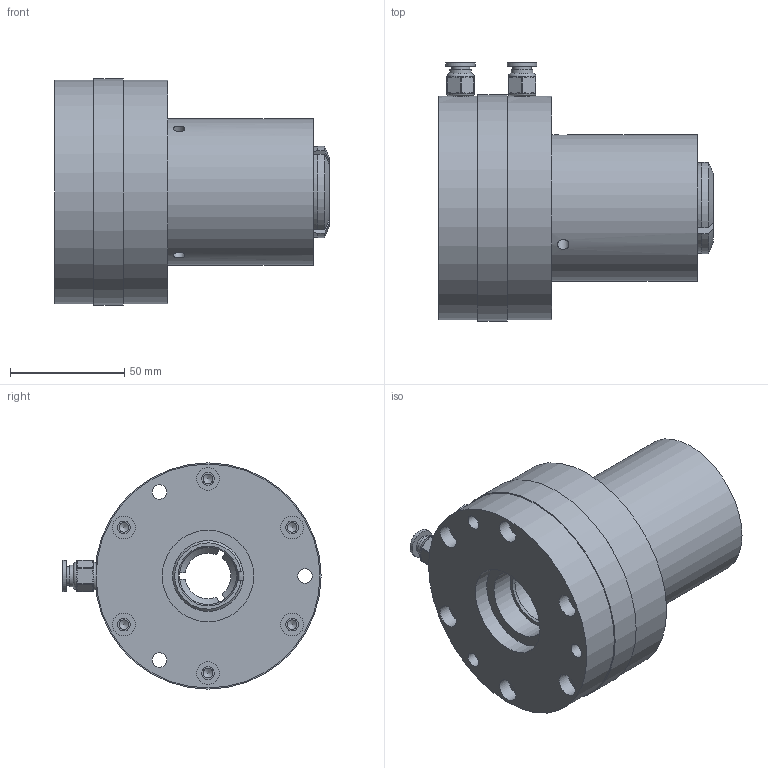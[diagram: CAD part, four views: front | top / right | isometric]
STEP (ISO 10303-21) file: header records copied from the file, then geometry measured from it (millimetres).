
FILE_DESCRIPTION (( 'STEP AP214' ), '1' );
FILE_NAME ('DAS-25SS（241010）.STEP', '2024-10-10T06:38:11', ( '' ), ( '' ), 'SwSTEP 2.0', 'SolidWorks 2023', '' );
FILE_SCHEMA (( 'AUTOMOTIVE_DESIGN' ));
Length unit declared in the file: millimetre
Products named in the file (3): DAS-25SS 本体（241010）; YB-25; DAS-25SS（241010）
Assembly tree (2 placements, depth 2):
  DAS-25SS（241010）
    DAS-25SS 本体（241010）
    YB-25
Bounding box: 120 x 113 x 99 mm (x, y, z)
Volume: 519630.6 mm3; surface area: 106493 mm2
Topology: 6 solids, 6 shells, 389 faces, 977 edges, 547 vertices
Faces by surface type: cylinder 141, plane 104, bspline 89, cone 27, sphere 24, torus 4
Full cylindrical faces by diameter (mm): 4.2 x6, 5 x3, 5.5 x6, 6 x2, 6.4 x3, 6.6 x3, 8 x2, 8.5 x2, 9.5 x2, 10 x6, 11 x3, 25 x1, 31 x1, 31.003 x1, 32 x1, 32.5 x2, 40 x2, 64 x1, 98 x2, 99 x1
Entity records: 30768 total; most frequent: CARTESIAN_POINT 19346, ORIENTED_EDGE 1646, DIRECTION 1437, EDGE_CURVE 823, AXIS2_PLACEMENT_3D 584, VERTEX_POINT 530, EDGE_LOOP 515, FACE_OUTER_BOUND 445
